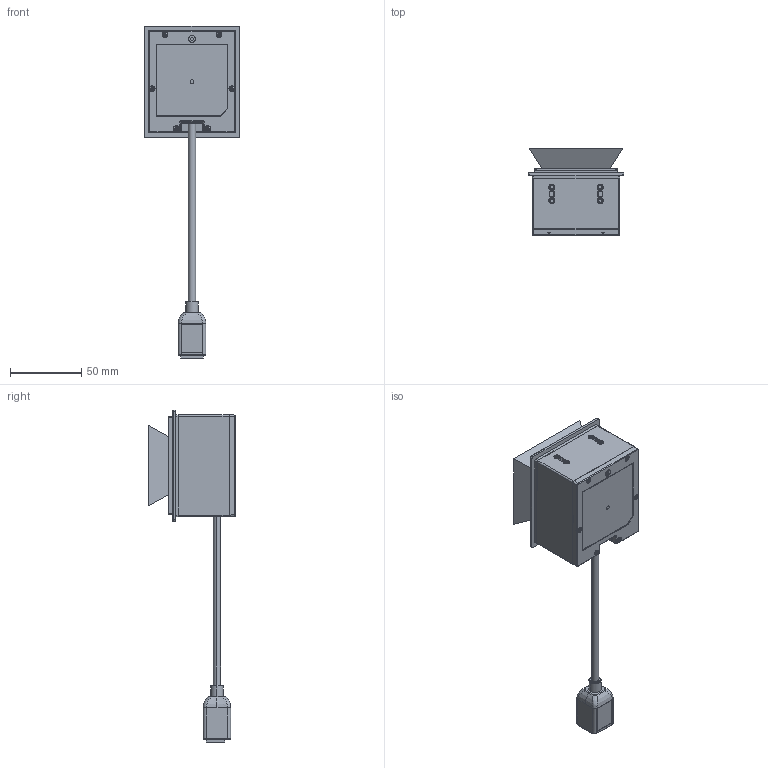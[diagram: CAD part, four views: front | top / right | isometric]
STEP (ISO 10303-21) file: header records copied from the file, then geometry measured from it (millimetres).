
FILE_DESCRIPTION((''),'2;1');
FILE_NAME('GUST-WAIGUAN','2023-09-22T11:15:59',('yuejd'),(''),'CREO PARAMETRIC BY PTC INC, 2016390','CREO PARAMETRIC BY PTC INC, 2016390','');
FILE_SCHEMA(('CONFIG_CONTROL_DESIGN','SHAPE_APPEARANCE_LAYERS_GROUPS'));
Products named in the file (1): GUST-WAIGUAN
Bounding box: 67.2 x 60.8 x 233.35 mm (x, y, z)
Volume: 215556.3 mm3; surface area: 39969.9 mm2
Topology: 1 solids, 25 shells, 1743 faces, 4870 edges, 3117 vertices
Faces by surface type: plane 762, cylinder 589, bspline 193, cone 104, torus 51, extrusion 42, sphere 2
Entity records: 84454 total; most frequent: CARTESIAN_POINT 40070, ORIENTED_EDGE 9726, DIRECTION 7602, EDGE_CURVE 4870, VERTEX_POINT 3117, AXIS2_PLACEMENT_3D 2789, VECTOR 2024, LINE 1982
